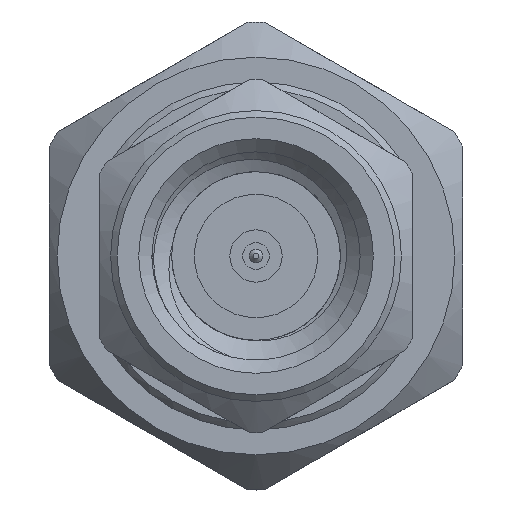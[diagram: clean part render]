
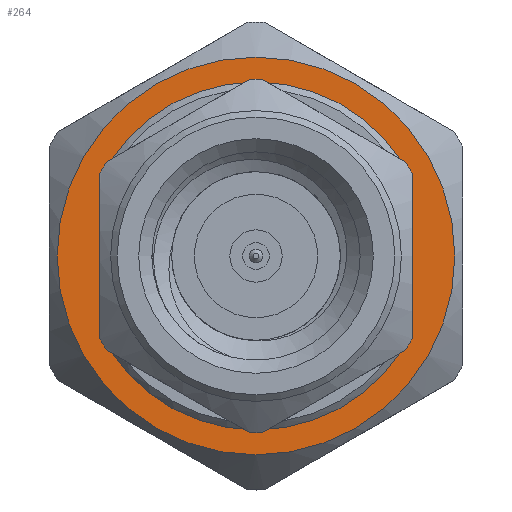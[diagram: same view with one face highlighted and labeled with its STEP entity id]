
A CAD part, front view. The second image highlights one B-rep face of the part: STEP entity #264.
In plain terms, the highlighted planar face has unit normal (0, -1, 0).
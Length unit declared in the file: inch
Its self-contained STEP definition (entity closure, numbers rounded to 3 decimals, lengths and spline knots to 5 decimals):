
#69 = CARTESIAN_POINT ( 'NONE',  ( 0.10938, 0.18012, -0.07307 ) ) ;
#196 = AXIS2_PLACEMENT_3D ( 'NONE', #4764, #3120, #908 ) ;
#264 = ADVANCED_FACE ( 'NONE', ( #2791, #1284 ), #4325, .F. ) ;
#391 = AXIS2_PLACEMENT_3D ( 'NONE', #4085, #1150, #3682 ) ;
#427 = VECTOR ( 'NONE', #1762, 39.37008 ) ;
#505 = VERTEX_POINT ( 'NONE', #2136 ) ;
#719 = VERTEX_POINT ( 'NONE', #4343 ) ;
#750 = CARTESIAN_POINT ( 'NONE',  ( -0.10938, 0.18012, -0.19442 ) ) ;
#800 = CARTESIAN_POINT ( 'NONE',  ( -0.10937, 0.18012, 0.07307 ) ) ;
#848 = ORIENTED_EDGE ( 'NONE', *, *, #1511, .T. ) ;
#908 = DIRECTION ( 'NONE',  ( 0., 0., 1. ) ) ;
#1150 = DIRECTION ( 'NONE',  ( 0., 1., 0. ) ) ;
#1284 = FACE_OUTER_BOUND ( 'NONE', #3523, .T. ) ;
#1507 = CARTESIAN_POINT ( 'NONE',  ( 0.10938, 0.18012, -0.19442 ) ) ;
#1511 = EDGE_CURVE ( 'NONE', #3694, #4418, #2443, .T. ) ;
#1572 = AXIS2_PLACEMENT_3D ( 'NONE', #3484, #3508, #3874 ) ;
#1657 = EDGE_CURVE ( 'NONE', #719, #719, #4161, .T. ) ;
#1762 = DIRECTION ( 'NONE',  ( 0., 0., -1. ) ) ;
#1796 = LINE ( 'NONE', #1507, #2547 ) ;
#2107 = EDGE_CURVE ( 'NONE', #4562, #505, #3959, .T. ) ;
#2136 = CARTESIAN_POINT ( 'NONE',  ( -0.10937, 0.18012, -0.07307 ) ) ;
#2443 = CIRCLE ( 'NONE', #196, 0.13154 ) ;
#2547 = VECTOR ( 'NONE', #3684, 39.37008 ) ;
#2791 = FACE_BOUND ( 'NONE', #4123, .T. ) ;
#2816 = EDGE_CURVE ( 'NONE', #4562, #4418, #1796, .T. ) ;
#3120 = DIRECTION ( 'NONE',  ( 0., 1., 0. ) ) ;
#3147 = ORIENTED_EDGE ( 'NONE', *, *, #1657, .F. ) ;
#3207 = EDGE_CURVE ( 'NONE', #3694, #505, #3286, .T. ) ;
#3286 = LINE ( 'NONE', #750, #427 ) ;
#3337 = DIRECTION ( 'NONE',  ( 0., 0., 1. ) ) ;
#3484 = CARTESIAN_POINT ( 'NONE',  ( 0.13532, 0.18012, 0. ) ) ;
#3508 = DIRECTION ( 'NONE',  ( 0., 1., 0. ) ) ;
#3523 = EDGE_LOOP ( 'NONE', ( #3147 ) ) ;
#3551 = CARTESIAN_POINT ( 'NONE',  ( 0.10937, 0.18012, 0.07307 ) ) ;
#3682 = DIRECTION ( 'NONE',  ( 0., 0., 1. ) ) ;
#3684 = DIRECTION ( 'NONE',  ( 0., 0., 1. ) ) ;
#3694 = VERTEX_POINT ( 'NONE', #800 ) ;
#3724 = DIRECTION ( 'NONE',  ( 0., 1., 0. ) ) ;
#3874 = DIRECTION ( 'NONE',  ( 0., 0., 1. ) ) ;
#3928 = AXIS2_PLACEMENT_3D ( 'NONE', #4404, #3724, #3337 ) ;
#3959 = CIRCLE ( 'NONE', #391, 0.13154 ) ;
#4085 = CARTESIAN_POINT ( 'NONE',  ( 0., 0.18012, 0. ) ) ;
#4123 = EDGE_LOOP ( 'NONE', ( #4197, #848, #4345, #4292 ) ) ;
#4161 = CIRCLE ( 'NONE', #3928, 0.15042 ) ;
#4197 = ORIENTED_EDGE ( 'NONE', *, *, #3207, .F. ) ;
#4292 = ORIENTED_EDGE ( 'NONE', *, *, #2107, .T. ) ;
#4325 = PLANE ( 'NONE',  #1572 ) ;
#4343 = CARTESIAN_POINT ( 'NONE',  ( 0., 0.18012, 0.15042 ) ) ;
#4345 = ORIENTED_EDGE ( 'NONE', *, *, #2816, .F. ) ;
#4404 = CARTESIAN_POINT ( 'NONE',  ( 0., 0.18012, 0. ) ) ;
#4418 = VERTEX_POINT ( 'NONE', #3551 ) ;
#4562 = VERTEX_POINT ( 'NONE', #69 ) ;
#4764 = CARTESIAN_POINT ( 'NONE',  ( 0., 0.18012, 0. ) ) ;
